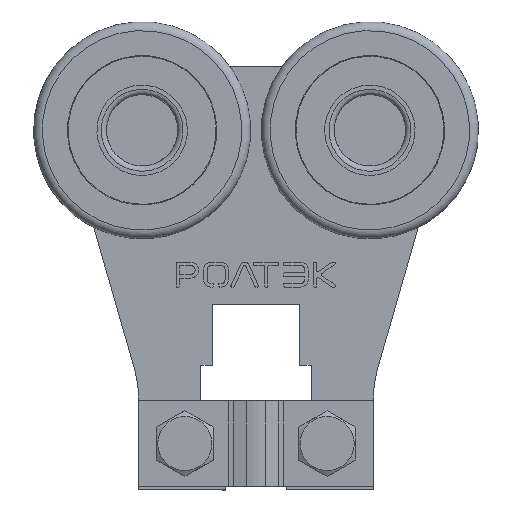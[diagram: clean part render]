
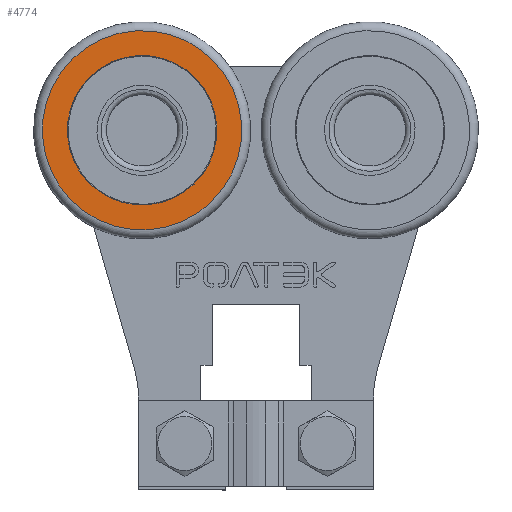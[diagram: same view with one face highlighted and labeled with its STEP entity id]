
A CAD part, top view. The second image highlights one B-rep face of the part: STEP entity #4774.
In plain terms, the highlighted planar face has unit normal (0, 0, 1).
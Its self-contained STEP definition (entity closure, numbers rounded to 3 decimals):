
#4774=ADVANCED_FACE('',(#8925,#8927),#8929,.F.);
#8925=FACE_BOUND('',#8926,.T.);
#8926=EDGE_LOOP('',(#11733));
#8927=FACE_BOUND('',#8928,.T.);
#8928=EDGE_LOOP('',(#11734));
#8929=PLANE('',#8930);
#8930=AXIS2_PLACEMENT_3D('',#8931,#8932,#8933);
#8931=CARTESIAN_POINT('',(-32.005,37.953,32.));
#8932=DIRECTION('',(0.,0.,-1.));
#8933=DIRECTION('',(0.899,-0.438,0.));
#11733=ORIENTED_EDGE('',*,*,#13058,.F.);
#11734=ORIENTED_EDGE('',*,*,#13063,.T.);
#13058=EDGE_CURVE('',#15172,#15172,#15173,.T.);
#13063=EDGE_CURVE('',#15182,#15182,#15183,.T.);
#15172=VERTEX_POINT('',#21718);
#15173=CIRCLE('',#21719,28.);
#15182=VERTEX_POINT('',#21743);
#15183=CIRCLE('',#21744,21.);
#21718=CARTESIAN_POINT('',(-6.837,25.682,32.));
#21719=AXIS2_PLACEMENT_3D('',#21720,#21721,#21722);
#21720=CARTESIAN_POINT('',(-32.005,37.953,32.));
#21721=DIRECTION('',(0.,0.,-1.));
#21722=DIRECTION('',(0.899,-0.438,0.));
#21743=CARTESIAN_POINT('',(-13.129,28.75,32.));
#21744=AXIS2_PLACEMENT_3D('',#21745,#21746,#21747);
#21745=CARTESIAN_POINT('',(-32.005,37.953,32.));
#21746=DIRECTION('',(0.,0.,-1.));
#21747=DIRECTION('',(0.899,-0.438,0.));
